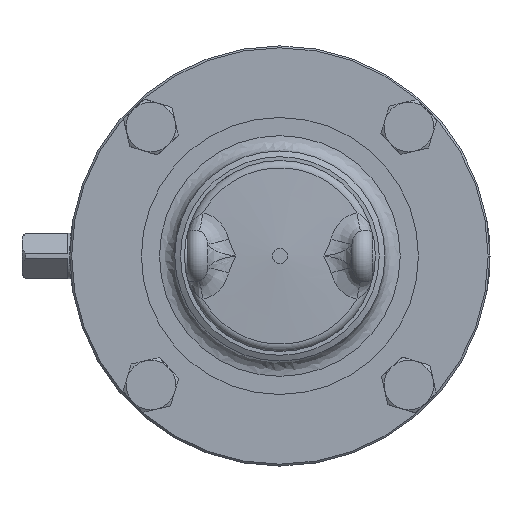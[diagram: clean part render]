
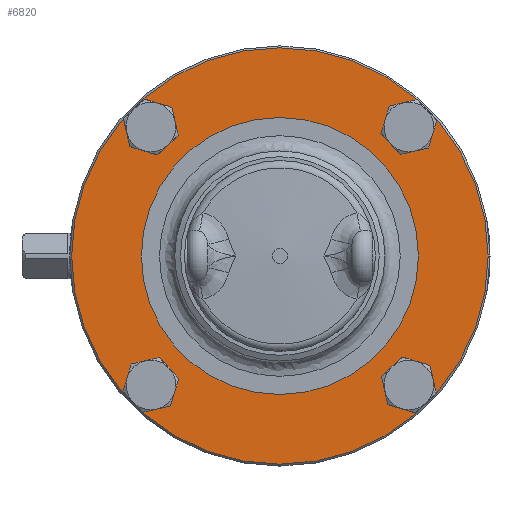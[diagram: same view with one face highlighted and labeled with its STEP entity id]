
A CAD part, left-side view. The second image highlights one B-rep face of the part: STEP entity #6820.
In plain terms, the highlighted planar face has unit normal (-1, 0, 0).
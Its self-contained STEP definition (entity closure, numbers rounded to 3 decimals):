
#5490=CARTESIAN_POINT('',(-10.,-39.213,-35.438));
#5491=VERTEX_POINT('',#5490);
#5492=CARTESIAN_POINT('',(-10.,-33.764,-33.764));
#5493=DIRECTION('',(1.0,0.0,0.0));
#5494=DIRECTION('',(0.0,-0.956,-0.294));
#5495=AXIS2_PLACEMENT_3D('',#5492,#5493,#5494);
#5496=CIRCLE('',#5495,5.7);
#5497=EDGE_CURVE('',#5491,#5491,#5496,.T.);
#6368=CARTESIAN_POINT('',(-10.,39.213,35.438));
#6369=VERTEX_POINT('',#6368);
#6370=CARTESIAN_POINT('',(-10.,33.764,33.764));
#6371=DIRECTION('',(1.0,0.0,0.0));
#6372=DIRECTION('',(0.0,0.956,0.294));
#6373=AXIS2_PLACEMENT_3D('',#6370,#6371,#6372);
#6374=CIRCLE('',#6373,5.7);
#6375=EDGE_CURVE('',#6369,#6369,#6374,.T.);
#6750=CARTESIAN_POINT('',(-10.,-54.5,0.));
#6751=VERTEX_POINT('',#6750);
#6752=CARTESIAN_POINT('',(-10.,0.,0.));
#6753=DIRECTION('',(-1.0,0.0,0.0));
#6754=DIRECTION('',(0.0,-1.0,0.0));
#6755=AXIS2_PLACEMENT_3D('',#6752,#6753,#6754);
#6756=CIRCLE('',#6755,54.5);
#6757=EDGE_CURVE('',#6751,#6751,#6756,.T.);
#6773=CARTESIAN_POINT('',(-10.,-45.375,0.));
#6774=DIRECTION('',(-1.0,0.0,0.0));
#6775=DIRECTION('',(0.0,0.0,-1.0));
#6776=AXIS2_PLACEMENT_3D('',#6773,#6774,#6775);
#6777=PLANE('',#6776);
#6778=ORIENTED_EDGE('',*,*,#6757,.T.);
#6779=EDGE_LOOP('',(#6778));
#6780=FACE_OUTER_BOUND('',#6779,.T.);
#6781=CARTESIAN_POINT('',(-10.,35.438,-39.213));
#6782=VERTEX_POINT('',#6781);
#6783=CARTESIAN_POINT('',(-10.,33.764,-33.764));
#6784=DIRECTION('',(1.0,0.0,0.0));
#6785=DIRECTION('',(0.0,0.294,-0.956));
#6786=AXIS2_PLACEMENT_3D('',#6783,#6784,#6785);
#6787=CIRCLE('',#6786,5.7);
#6788=EDGE_CURVE('',#6782,#6782,#6787,.T.);
#6789=ORIENTED_EDGE('',*,*,#6788,.T.);
#6790=EDGE_LOOP('',(#6789));
#6791=FACE_BOUND('',#6790,.T.);
#6792=ORIENTED_EDGE('',*,*,#5497,.T.);
#6793=EDGE_LOOP('',(#6792));
#6794=FACE_BOUND('',#6793,.T.);
#6795=CARTESIAN_POINT('',(-10.,-35.438,39.213));
#6796=VERTEX_POINT('',#6795);
#6797=CARTESIAN_POINT('',(-10.,-33.764,33.764));
#6798=DIRECTION('',(1.0,0.0,0.0));
#6799=DIRECTION('',(0.0,-0.294,0.956));
#6800=AXIS2_PLACEMENT_3D('',#6797,#6798,#6799);
#6801=CIRCLE('',#6800,5.7);
#6802=EDGE_CURVE('',#6796,#6796,#6801,.T.);
#6803=ORIENTED_EDGE('',*,*,#6802,.T.);
#6804=EDGE_LOOP('',(#6803));
#6805=FACE_BOUND('',#6804,.T.);
#6806=ORIENTED_EDGE('',*,*,#6375,.T.);
#6807=EDGE_LOOP('',(#6806));
#6808=FACE_BOUND('',#6807,.T.);
#6809=CARTESIAN_POINT('',(-10.,-36.25,0.));
#6810=VERTEX_POINT('',#6809);
#6811=CARTESIAN_POINT('',(-10.,0.,0.));
#6812=DIRECTION('',(-1.0,0.0,0.0));
#6813=DIRECTION('',(0.0,-1.0,0.0));
#6814=AXIS2_PLACEMENT_3D('',#6811,#6812,#6813);
#6815=CIRCLE('',#6814,36.25);
#6816=EDGE_CURVE('',#6810,#6810,#6815,.T.);
#6817=ORIENTED_EDGE('',*,*,#6816,.F.);
#6818=EDGE_LOOP('',(#6817));
#6819=FACE_BOUND('',#6818,.T.);
#6820=ADVANCED_FACE('',(#6780,#6791,#6794,#6805,#6808,#6819),#6777,.T.);
